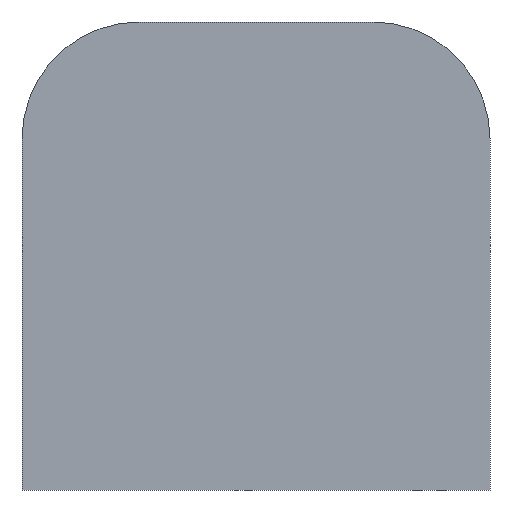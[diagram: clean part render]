
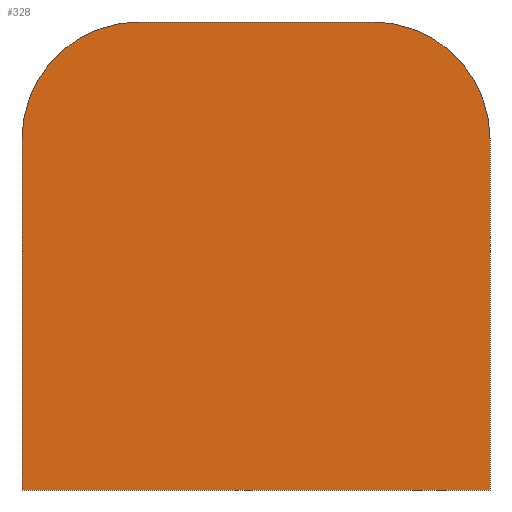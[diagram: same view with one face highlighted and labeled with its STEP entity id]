
A CAD part, front view. The second image highlights one B-rep face of the part: STEP entity #328.
In plain terms, the highlighted planar face has unit normal (0, -1, 0).
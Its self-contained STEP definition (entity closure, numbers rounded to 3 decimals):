
#1=CARTESIAN_POINT('',(50.,0.,50.));
#2=DIRECTION('',(0.,-1.,0.));
#3=DIRECTION('',(1.,0.,0.));
#4=AXIS2_PLACEMENT_3D('',#1,#2,#3);
#6=DIRECTION('',(0.,0.,-1.));
#7=VECTOR('',#6,150.);
#8=CARTESIAN_POINT('',(100.,0.,50.));
#9=LINE('',#8,#7);
#10=DIRECTION('',(-1.,0.,0.));
#11=VECTOR('',#10,200.);
#12=CARTESIAN_POINT('',(100.,0.,-100.));
#13=LINE('',#12,#11);
#14=DIRECTION('',(0.,0.,1.));
#15=VECTOR('',#14,150.);
#16=CARTESIAN_POINT('',(-100.,0.,-100.));
#17=LINE('',#16,#15);
#18=CARTESIAN_POINT('',(-50.,0.,50.));
#19=DIRECTION('',(0.,-1.,0.));
#20=DIRECTION('',(0.,0.,1.));
#21=AXIS2_PLACEMENT_3D('',#18,#19,#20);
#23=DIRECTION('',(1.,0.,0.));
#24=VECTOR('',#23,100.);
#25=CARTESIAN_POINT('',(-50.,0.,100.));
#26=LINE('',#25,#24);
#237=CARTESIAN_POINT('',(100.,0.,-100.));
#238=CARTESIAN_POINT('',(-100.,0.,-100.));
#239=VERTEX_POINT('',#237);
#240=VERTEX_POINT('',#238);
#245=CARTESIAN_POINT('',(100.,0.,50.));
#246=CARTESIAN_POINT('',(50.,0.,100.));
#247=VERTEX_POINT('',#245);
#248=VERTEX_POINT('',#246);
#253=CARTESIAN_POINT('',(-50.,0.,100.));
#254=CARTESIAN_POINT('',(-100.,0.,50.));
#255=VERTEX_POINT('',#253);
#256=VERTEX_POINT('',#254);
#309=CARTESIAN_POINT('',(0.,0.,0.));
#310=DIRECTION('',(0.,1.,0.));
#311=DIRECTION('',(1.,0.,0.));
#312=AXIS2_PLACEMENT_3D('',#309,#310,#311);
#313=PLANE('',#312);
#315=ORIENTED_EDGE('',*,*,#314,.F.);
#317=ORIENTED_EDGE('',*,*,#316,.T.);
#319=ORIENTED_EDGE('',*,*,#318,.T.);
#321=ORIENTED_EDGE('',*,*,#320,.T.);
#323=ORIENTED_EDGE('',*,*,#322,.F.);
#325=ORIENTED_EDGE('',*,*,#324,.T.);
#326=EDGE_LOOP('',(#315,#317,#319,#321,#323,#325));
#327=FACE_OUTER_BOUND('',#326,.F.);
#5=CIRCLE('',#4,50.);
#22=CIRCLE('',#21,50.);
#314=EDGE_CURVE('',#247,#248,#5,.T.);
#316=EDGE_CURVE('',#247,#239,#9,.T.);
#318=EDGE_CURVE('',#239,#240,#13,.T.);
#320=EDGE_CURVE('',#240,#256,#17,.T.);
#322=EDGE_CURVE('',#255,#256,#22,.T.);
#324=EDGE_CURVE('',#255,#248,#26,.T.);
#328=ADVANCED_FACE('',(#327),#313,.F.);
